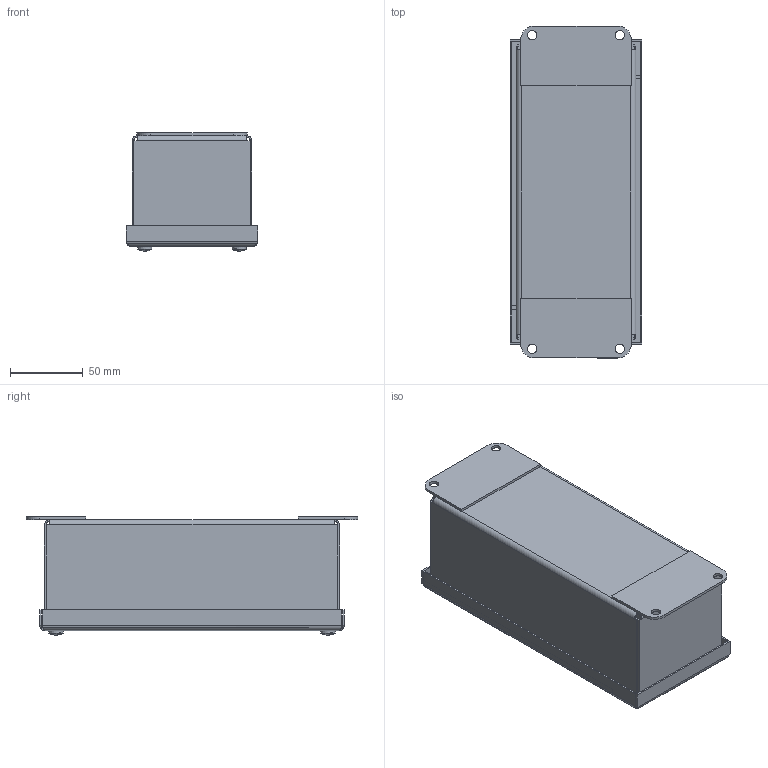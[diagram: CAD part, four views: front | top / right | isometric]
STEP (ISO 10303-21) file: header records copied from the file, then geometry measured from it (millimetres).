
FILE_DESCRIPTION(/* description */ ('LID, PBSS3A, 8 X 3.25'),/* implementation_level */ '2;1');
FILE_NAME(/* name */ 'PBSS3A.stp',/* time_stamp */ '2017-01-30T22:57:40+05:00',/* author */ ('mgunasekar'),/* organization */ (''),/* preprocessor_version */ 'ST-DEVELOPER v16.1',/* originating_system */ 'Autodesk Inventor 2016',/* authorisation */ '');
FILE_SCHEMA (('AUTOMOTIVE_DESIGN { 1 0 10303 214 3 1 1 }'));
Length unit declared in the file: inch
Products named in the file (9): PBSS3ALID; 37210; 39077; PBSS3ABKP; 34984; 38832; 348123; 316257; PBSS3A
Assembly tree (20 placements, depth 2):
  PBSS3A
    PBSS3ALID
    37210  x4
    39077  x4
    PBSS3ABKP
    34984  x4
    38832  x2
    348123  x2
    316257  x2
Bounding box: 90.49 x 228.6 x 81.29 mm (x, y, z)
Volume: 145370.3 mm3; surface area: 207557.8 mm2
Topology: 20 solids, 22 shells, 584 faces, 1442 edges, 910 vertices
Faces by surface type: plane 368, cylinder 108, cone 56, torus 30, bspline 14, sphere 8
Full cylindrical faces by diameter (mm): 3.378 x2, 3.962 x4, 4.255 x4, 4.826 x4, 4.978 x4, 6.299 x4, 6.35 x6, 6.528 x4, 7.061 x4, 7.137 x4, 7.95 x4, 10.312 x4, 11.506 x4
Entity records: 10191 total; most frequent: CARTESIAN_POINT 2170, DIRECTION 1540, ORIENTED_EDGE 1516, EDGE_CURVE 758, LINE 544, VECTOR 544, AXIS2_PLACEMENT_3D 498, VERTEX_POINT 486
